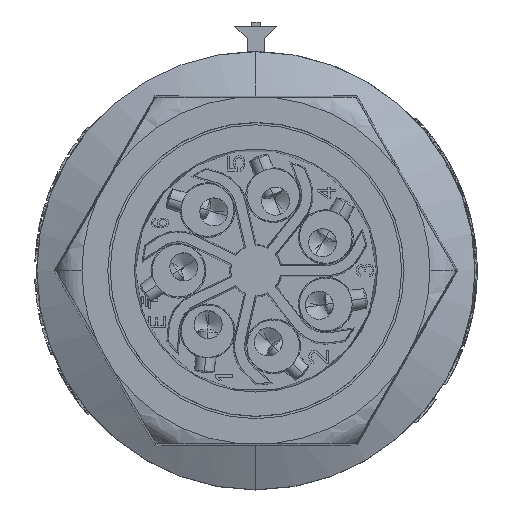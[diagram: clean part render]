
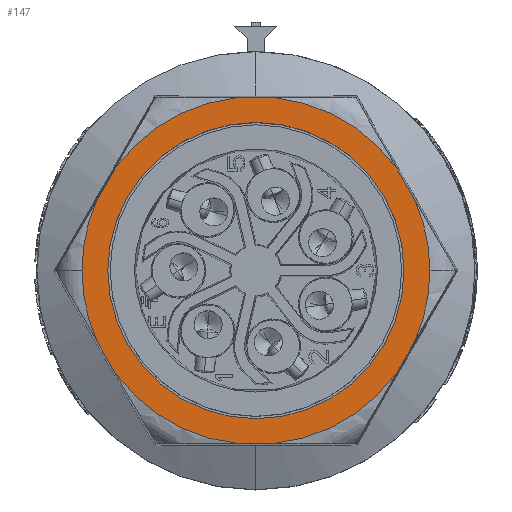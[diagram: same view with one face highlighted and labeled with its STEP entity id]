
A CAD part, top view. The second image highlights one B-rep face of the part: STEP entity #147.
In plain terms, the highlighted planar face has unit normal (0, 0, 1).
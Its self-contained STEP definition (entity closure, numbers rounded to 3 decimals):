
#147=ADVANCED_FACE('',(#3791,#3792),#3793,.F.);
#3791=FACE_OUTER_BOUND('',#11026,.T.);
#3792=FACE_BOUND('',#11027,.T.);
#3793=PLANE('',#11028);
#11026=EDGE_LOOP('',(#23051,#23052,#23053,#23054,#23055,#23056,#23057,#23058,#23059,#23060,#23061,#23062,#23063,#23064));
#11027=EDGE_LOOP('',(#23065,#23066));
#11028=AXIS2_PLACEMENT_3D('',#23067,#23068,#23069);
#23051=ORIENTED_EDGE('',*,*,#52598,.F.);
#23052=ORIENTED_EDGE('',*,*,#52603,.T.);
#23053=ORIENTED_EDGE('',*,*,#52604,.F.);
#23054=ORIENTED_EDGE('',*,*,#52605,.T.);
#23055=ORIENTED_EDGE('',*,*,#52606,.F.);
#23056=ORIENTED_EDGE('',*,*,#50581,.T.);
#23057=ORIENTED_EDGE('',*,*,#52607,.T.);
#23058=ORIENTED_EDGE('',*,*,#52608,.F.);
#23059=ORIENTED_EDGE('',*,*,#52609,.T.);
#23060=ORIENTED_EDGE('',*,*,#52610,.F.);
#23061=ORIENTED_EDGE('',*,*,#52611,.T.);
#23062=ORIENTED_EDGE('',*,*,#52612,.F.);
#23063=ORIENTED_EDGE('',*,*,#52613,.T.);
#23064=ORIENTED_EDGE('',*,*,#50585,.T.);
#23065=ORIENTED_EDGE('',*,*,#52614,.T.);
#23066=ORIENTED_EDGE('',*,*,#52615,.T.);
#23067=CARTESIAN_POINT('',(0.0,0.0,16.0));
#23068=DIRECTION('',(0.0,0.0,-1.0));
#23069=DIRECTION('',(0.0,-1.0,0.0));
#50581=EDGE_CURVE('',#60330,#60327,#60331,.T.);
#50585=EDGE_CURVE('',#60334,#60336,#60338,.T.);
#52598=EDGE_CURVE('',#64334,#60336,#64335,.T.);
#52603=EDGE_CURVE('',#64334,#64340,#64342,.T.);
#52604=EDGE_CURVE('',#64343,#64340,#64344,.T.);
#52605=EDGE_CURVE('',#64343,#64345,#64346,.T.);
#52606=EDGE_CURVE('',#60330,#64345,#64347,.T.);
#52607=EDGE_CURVE('',#60327,#64348,#64349,.T.);
#52608=EDGE_CURVE('',#64350,#64348,#64351,.T.);
#52609=EDGE_CURVE('',#64350,#64352,#64353,.T.);
#52610=EDGE_CURVE('',#64354,#64352,#64355,.T.);
#52611=EDGE_CURVE('',#64354,#64356,#64357,.T.);
#52612=EDGE_CURVE('',#64358,#64356,#64359,.T.);
#52613=EDGE_CURVE('',#64358,#60334,#64360,.T.);
#52614=EDGE_CURVE('',#64361,#64362,#64363,.T.);
#52615=EDGE_CURVE('',#64362,#64361,#64364,.T.);
#60327=VERTEX_POINT('',#76913);
#60330=VERTEX_POINT('',#76916);
#60331=CIRCLE('',#76917,19.852);
#60334=VERTEX_POINT('',#76948);
#60336=VERTEX_POINT('',#76950);
#60338=CIRCLE('',#76980,19.852);
#64334=VERTEX_POINT('',#85303);
#64335=LINE('',#85304,#85305);
#64340=VERTEX_POINT('',#85340);
#64342=CIRCLE('',#85370,19.852);
#64343=VERTEX_POINT('',#85371);
#64344=LINE('',#85372,#85373);
#64345=VERTEX_POINT('',#85374);
#64346=CIRCLE('',#85375,19.852);
#64347=LINE('',#85376,#85377);
#64348=VERTEX_POINT('',#85378);
#64349=CIRCLE('',#85379,19.852);
#64350=VERTEX_POINT('',#85380);
#64351=LINE('',#85381,#85382);
#64352=VERTEX_POINT('',#85383);
#64353=CIRCLE('',#85384,19.852);
#64354=VERTEX_POINT('',#85385);
#64355=LINE('',#85386,#85387);
#64356=VERTEX_POINT('',#85388);
#64357=CIRCLE('',#85389,19.852);
#64358=VERTEX_POINT('',#85390);
#64359=LINE('',#85391,#85392);
#64360=CIRCLE('',#85393,19.852);
#64361=VERTEX_POINT('',#85394);
#64362=VERTEX_POINT('',#85395);
#64363=CIRCLE('',#85396,16.9);
#64364=CIRCLE('',#85397,16.9);
#76913=CARTESIAN_POINT('',(19.852,0.,16.0));
#76916=CARTESIAN_POINT('',(18.153,-8.034,16.0));
#76917=AXIS2_PLACEMENT_3D('',#111171,#111172,#111173);
#76948=CARTESIAN_POINT('',(-19.852,0.,16.0));
#76950=CARTESIAN_POINT('',(-18.153,-8.034,16.0));
#76980=AXIS2_PLACEMENT_3D('',#111177,#111178,#111179);
#85303=CARTESIAN_POINT('',(-16.035,-11.704,16.0));
#85304=CARTESIAN_POINT('',(-16.035,-11.704,16.0));
#85305=VECTOR('',#112822,4.237);
#85340=CARTESIAN_POINT('',(-2.118,-19.738,16.0));
#85370=AXIS2_PLACEMENT_3D('',#112825,#112826,#112827);
#85371=CARTESIAN_POINT('',(2.118,-19.738,16.0));
#85372=CARTESIAN_POINT('',(2.118,-19.738,16.0));
#85373=VECTOR('',#112828,4.237);
#85374=CARTESIAN_POINT('',(16.035,-11.704,16.0));
#85375=AXIS2_PLACEMENT_3D('',#112829,#112830,#112831);
#85376=CARTESIAN_POINT('',(18.153,-8.034,16.0));
#85377=VECTOR('',#112832,4.237);
#85378=CARTESIAN_POINT('',(18.153,8.034,16.0));
#85379=AXIS2_PLACEMENT_3D('',#112833,#112834,#112835);
#85380=CARTESIAN_POINT('',(16.035,11.704,16.0));
#85381=CARTESIAN_POINT('',(16.035,11.704,16.0));
#85382=VECTOR('',#112836,4.237);
#85383=CARTESIAN_POINT('',(2.118,19.738,16.0));
#85384=AXIS2_PLACEMENT_3D('',#112837,#112838,#112839);
#85385=CARTESIAN_POINT('',(-2.118,19.738,16.0));
#85386=CARTESIAN_POINT('',(-2.118,19.738,16.0));
#85387=VECTOR('',#112840,4.237);
#85388=CARTESIAN_POINT('',(-16.035,11.704,16.0));
#85389=AXIS2_PLACEMENT_3D('',#112841,#112842,#112843);
#85390=CARTESIAN_POINT('',(-18.153,8.034,16.0));
#85391=CARTESIAN_POINT('',(-18.153,8.034,16.0));
#85392=VECTOR('',#112844,4.237);
#85393=AXIS2_PLACEMENT_3D('',#112845,#112846,#112847);
#85394=CARTESIAN_POINT('',(-16.9,0.0,16.0));
#85395=CARTESIAN_POINT('',(16.9,0.0,16.0));
#85396=AXIS2_PLACEMENT_3D('',#112848,#112849,#112850);
#85397=AXIS2_PLACEMENT_3D('',#112851,#112852,#112853);
#111171=CARTESIAN_POINT('',(0.0,0.0,16.0));
#111172=DIRECTION('',(0.0,0.0,1.0));
#111173=DIRECTION('',(0.914,-0.405,0.0));
#111177=CARTESIAN_POINT('',(0.0,0.0,16.0));
#111178=DIRECTION('',(0.0,0.0,1.0));
#111179=DIRECTION('',(-0.914,0.405,0.0));
#112822=DIRECTION('',(-0.5,0.866,0.0));
#112825=CARTESIAN_POINT('',(0.0,0.0,16.0));
#112826=DIRECTION('',(0.0,0.0,1.0));
#112827=DIRECTION('',(-0.808,-0.59,0.0));
#112828=DIRECTION('',(-1.0,0.0,0.0));
#112829=CARTESIAN_POINT('',(0.0,0.0,16.0));
#112830=DIRECTION('',(0.0,0.0,1.0));
#112831=DIRECTION('',(0.107,-0.994,0.0));
#112832=DIRECTION('',(-0.5,-0.866,0.0));
#112833=CARTESIAN_POINT('',(0.0,0.0,16.0));
#112834=DIRECTION('',(0.0,0.0,1.0));
#112835=DIRECTION('',(0.914,-0.405,0.0));
#112836=DIRECTION('',(0.5,-0.866,0.0));
#112837=CARTESIAN_POINT('',(0.0,0.0,16.0));
#112838=DIRECTION('',(0.0,-0.0,1.0));
#112839=DIRECTION('',(0.808,0.59,0.0));
#112840=DIRECTION('',(1.0,0.0,0.0));
#112841=CARTESIAN_POINT('',(0.0,0.0,16.0));
#112842=DIRECTION('',(0.0,0.0,1.0));
#112843=DIRECTION('',(-0.107,0.994,0.0));
#112844=DIRECTION('',(0.5,0.866,0.0));
#112845=CARTESIAN_POINT('',(0.0,0.0,16.0));
#112846=DIRECTION('',(0.0,0.0,1.0));
#112847=DIRECTION('',(-0.914,0.405,0.0));
#112848=CARTESIAN_POINT('',(0.0,0.0,16.0));
#112849=DIRECTION('',(0.0,0.0,-1.0));
#112850=DIRECTION('',(-1.0,0.0,0.0));
#112851=CARTESIAN_POINT('',(0.0,0.0,16.0));
#112852=DIRECTION('',(0.0,0.0,-1.0));
#112853=DIRECTION('',(1.0,0.0,0.0));
